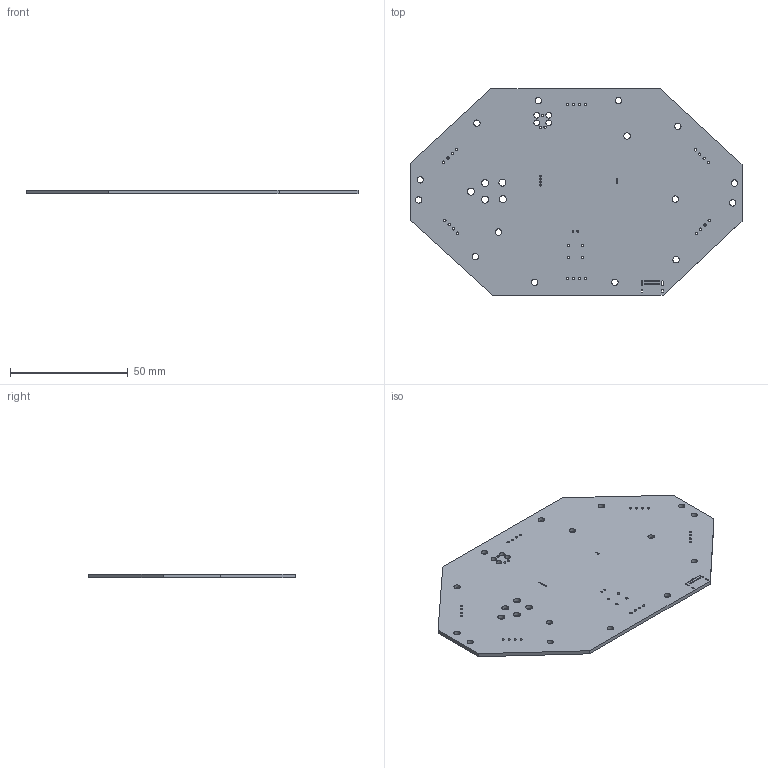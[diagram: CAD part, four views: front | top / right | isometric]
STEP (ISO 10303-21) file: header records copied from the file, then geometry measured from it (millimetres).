
FILE_DESCRIPTION(('KiCad electronic assembly'),'2;1');
FILE_NAME('MainBoard.step','2025-04-27T13:34:06',('Pcbnew'),('Kicad'), 'Open CASCADE STEP processor 7.8','KiCad to STEP converter','Unknown' );
FILE_SCHEMA(('AUTOMOTIVE_DESIGN { 1 0 10303 214 1 1 1 1 }'));
Length unit declared in the file: millimetre
Products named in the file (2): MainBoard 1; MainBoard_PCB
Assembly tree (1 placements, depth 2):
  MainBoard 1
    MainBoard_PCB
Bounding box: 140.8 x 87.5 x 1.6 mm (x, y, z)
Volume: 15966.1 mm3; surface area: 21133.4 mm2
Topology: 1 solids, 1 shells, 105 faces, 309 edges, 206 vertices
Faces by surface type: cylinder 87, plane 18
Full cylindrical faces by diameter (mm): 0.4 x16, 0.65 x6, 0.75 x2, 0.991 x3, 1 x28, 2.375 x4, 2.7 x15, 3 x5
Entity records: 3966 total; most frequent: DIRECTION 697, CARTESIAN_POINT 622, ORIENTED_EDGE 618, EDGE_CURVE 309, AXIS2_PLACEMENT_3D 281, FACE_BOUND 271, EDGE_LOOP 271, VERTEX_POINT 206
